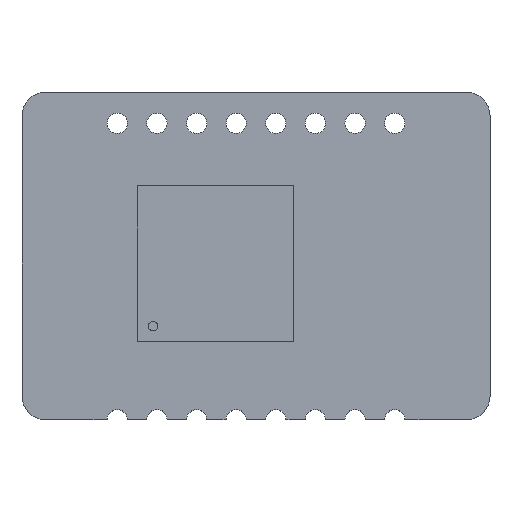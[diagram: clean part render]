
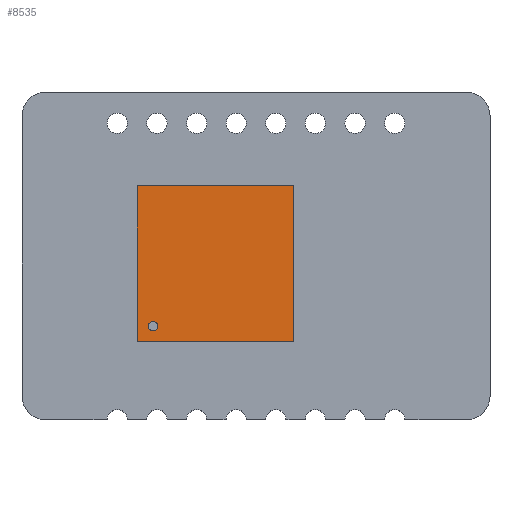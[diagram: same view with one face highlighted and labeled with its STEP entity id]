
A CAD part, top view. The second image highlights one B-rep face of the part: STEP entity #8535.
In plain terms, the highlighted face is planar.
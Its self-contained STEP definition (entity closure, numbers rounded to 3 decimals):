
#274 = PLANE('',#275);
#275 = AXIS2_PLACEMENT_3D('',#276,#277,#278);
#276 = CARTESIAN_POINT('',(-2.5,8.671,2.5));
#277 = DIRECTION('',(1.,0.,0.));
#278 = DIRECTION('',(0.,0.,-1.));
#1934 = PLANE('',#1935);
#1935 = AXIS2_PLACEMENT_3D('',#1936,#1937,#1938);
#1936 = CARTESIAN_POINT('',(2.5,8.671,2.5));
#1937 = DIRECTION('',(-1.,0.,0.));
#1938 = DIRECTION('',(0.,0.,1.));
#3643 = PLANE('',#3644);
#3644 = AXIS2_PLACEMENT_3D('',#3645,#3646,#3647);
#3645 = CARTESIAN_POINT('',(2.5,8.671,2.5));
#3646 = DIRECTION('',(0.,0.,-1.));
#3647 = DIRECTION('',(-1.,0.,0.));
#5352 = PLANE('',#5353);
#5353 = AXIS2_PLACEMENT_3D('',#5354,#5355,#5356);
#5354 = CARTESIAN_POINT('',(2.5,8.671,-2.5));
#5355 = DIRECTION('',(0.,0.,1.));
#5356 = DIRECTION('',(1.,0.,0.));
#8535 = ADVANCED_FACE('',(#8536,#8572),#8549,.T.);
#8536 = FACE_BOUND('',#8537,.T.);
#8537 = EDGE_LOOP('',(#8538));
#8538 = ORIENTED_EDGE('',*,*,#8539,.F.);
#8539 = EDGE_CURVE('',#8540,#8540,#8542,.T.);
#8540 = VERTEX_POINT('',#8541);
#8541 = CARTESIAN_POINT('',(-2.,0.8,-1.85));
#8542 = SURFACE_CURVE('',#8543,(#8548,#8560),.PCURVE_S1.);
#8543 = CIRCLE('',#8544,0.15);
#8544 = AXIS2_PLACEMENT_3D('',#8545,#8546,#8547);
#8545 = CARTESIAN_POINT('',(-2.,0.8,-2.));
#8546 = DIRECTION('',(0.,1.,0.));
#8547 = DIRECTION('',(0.,-0.,1.));
#8548 = PCURVE('',#8549,#8554);
#8549 = PLANE('',#8550);
#8550 = AXIS2_PLACEMENT_3D('',#8551,#8552,#8553);
#8551 = CARTESIAN_POINT('',(0.,0.8,0.));
#8552 = DIRECTION('',(0.,1.,0.));
#8553 = DIRECTION('',(0.,-0.,1.));
#8554 = DEFINITIONAL_REPRESENTATION('',(#8555),#8559);
#8555 = CIRCLE('',#8556,0.15);
#8556 = AXIS2_PLACEMENT_2D('',#8557,#8558);
#8557 = CARTESIAN_POINT('',(-2.,-2.));
#8558 = DIRECTION('',(1.,0.));
#8559 = ( GEOMETRIC_REPRESENTATION_CONTEXT(2) 
PARAMETRIC_REPRESENTATION_CONTEXT() REPRESENTATION_CONTEXT('2D SPACE',''
  ) );
#8560 = PCURVE('',#8561,#8566);
#8561 = CYLINDRICAL_SURFACE('',#8562,0.15);
#8562 = AXIS2_PLACEMENT_3D('',#8563,#8564,#8565);
#8563 = CARTESIAN_POINT('',(-2.,0.78,-2.));
#8564 = DIRECTION('',(0.,1.,0.));
#8565 = DIRECTION('',(0.,-0.,1.));
#8566 = DEFINITIONAL_REPRESENTATION('',(#8567),#8571);
#8567 = LINE('',#8568,#8569);
#8568 = CARTESIAN_POINT('',(0.,0.02));
#8569 = VECTOR('',#8570,1.);
#8570 = DIRECTION('',(1.,0.));
#8571 = ( GEOMETRIC_REPRESENTATION_CONTEXT(2) 
PARAMETRIC_REPRESENTATION_CONTEXT() REPRESENTATION_CONTEXT('2D SPACE',''
  ) );
#8572 = FACE_BOUND('',#8573,.T.);
#8573 = EDGE_LOOP('',(#8574,#8599,#8622,#8645));
#8574 = ORIENTED_EDGE('',*,*,#8575,.T.);
#8575 = EDGE_CURVE('',#8576,#8578,#8580,.T.);
#8576 = VERTEX_POINT('',#8577);
#8577 = CARTESIAN_POINT('',(2.5,0.8,-2.5));
#8578 = VERTEX_POINT('',#8579);
#8579 = CARTESIAN_POINT('',(-2.5,0.8,-2.5));
#8580 = SURFACE_CURVE('',#8581,(#8585,#8592),.PCURVE_S1.);
#8581 = LINE('',#8582,#8583);
#8582 = CARTESIAN_POINT('',(2.5,0.8,-2.5));
#8583 = VECTOR('',#8584,1.);
#8584 = DIRECTION('',(-1.,0.,0.));
#8585 = PCURVE('',#8549,#8586);
#8586 = DEFINITIONAL_REPRESENTATION('',(#8587),#8591);
#8587 = LINE('',#8588,#8589);
#8588 = CARTESIAN_POINT('',(-2.5,2.5));
#8589 = VECTOR('',#8590,1.);
#8590 = DIRECTION('',(0.,-1.));
#8591 = ( GEOMETRIC_REPRESENTATION_CONTEXT(2) 
PARAMETRIC_REPRESENTATION_CONTEXT() REPRESENTATION_CONTEXT('2D SPACE',''
  ) );
#8592 = PCURVE('',#5352,#8593);
#8593 = DEFINITIONAL_REPRESENTATION('',(#8594),#8598);
#8594 = LINE('',#8595,#8596);
#8595 = CARTESIAN_POINT('',(0.,-7.871));
#8596 = VECTOR('',#8597,1.);
#8597 = DIRECTION('',(-1.,0.));
#8598 = ( GEOMETRIC_REPRESENTATION_CONTEXT(2) 
PARAMETRIC_REPRESENTATION_CONTEXT() REPRESENTATION_CONTEXT('2D SPACE',''
  ) );
#8599 = ORIENTED_EDGE('',*,*,#8600,.T.);
#8600 = EDGE_CURVE('',#8578,#8601,#8603,.T.);
#8601 = VERTEX_POINT('',#8602);
#8602 = CARTESIAN_POINT('',(-2.5,0.8,2.5));
#8603 = SURFACE_CURVE('',#8604,(#8608,#8615),.PCURVE_S1.);
#8604 = LINE('',#8605,#8606);
#8605 = CARTESIAN_POINT('',(-2.5,0.8,2.5));
#8606 = VECTOR('',#8607,1.);
#8607 = DIRECTION('',(0.,0.,1.));
#8608 = PCURVE('',#8549,#8609);
#8609 = DEFINITIONAL_REPRESENTATION('',(#8610),#8614);
#8610 = LINE('',#8611,#8612);
#8611 = CARTESIAN_POINT('',(2.5,-2.5));
#8612 = VECTOR('',#8613,1.);
#8613 = DIRECTION('',(1.,0.));
#8614 = ( GEOMETRIC_REPRESENTATION_CONTEXT(2) 
PARAMETRIC_REPRESENTATION_CONTEXT() REPRESENTATION_CONTEXT('2D SPACE',''
  ) );
#8615 = PCURVE('',#274,#8616);
#8616 = DEFINITIONAL_REPRESENTATION('',(#8617),#8621);
#8617 = LINE('',#8618,#8619);
#8618 = CARTESIAN_POINT('',(0.,-7.871));
#8619 = VECTOR('',#8620,1.);
#8620 = DIRECTION('',(-1.,0.));
#8621 = ( GEOMETRIC_REPRESENTATION_CONTEXT(2) 
PARAMETRIC_REPRESENTATION_CONTEXT() REPRESENTATION_CONTEXT('2D SPACE',''
  ) );
#8622 = ORIENTED_EDGE('',*,*,#8623,.T.);
#8623 = EDGE_CURVE('',#8601,#8624,#8626,.T.);
#8624 = VERTEX_POINT('',#8625);
#8625 = CARTESIAN_POINT('',(2.5,0.8,2.5));
#8626 = SURFACE_CURVE('',#8627,(#8631,#8638),.PCURVE_S1.);
#8627 = LINE('',#8628,#8629);
#8628 = CARTESIAN_POINT('',(2.5,0.8,2.5));
#8629 = VECTOR('',#8630,1.);
#8630 = DIRECTION('',(1.,0.,0.));
#8631 = PCURVE('',#8549,#8632);
#8632 = DEFINITIONAL_REPRESENTATION('',(#8633),#8637);
#8633 = LINE('',#8634,#8635);
#8634 = CARTESIAN_POINT('',(2.5,2.5));
#8635 = VECTOR('',#8636,1.);
#8636 = DIRECTION('',(0.,1.));
#8637 = ( GEOMETRIC_REPRESENTATION_CONTEXT(2) 
PARAMETRIC_REPRESENTATION_CONTEXT() REPRESENTATION_CONTEXT('2D SPACE',''
  ) );
#8638 = PCURVE('',#3643,#8639);
#8639 = DEFINITIONAL_REPRESENTATION('',(#8640),#8644);
#8640 = LINE('',#8641,#8642);
#8641 = CARTESIAN_POINT('',(0.,-7.871));
#8642 = VECTOR('',#8643,1.);
#8643 = DIRECTION('',(-1.,0.));
#8644 = ( GEOMETRIC_REPRESENTATION_CONTEXT(2) 
PARAMETRIC_REPRESENTATION_CONTEXT() REPRESENTATION_CONTEXT('2D SPACE',''
  ) );
#8645 = ORIENTED_EDGE('',*,*,#8646,.T.);
#8646 = EDGE_CURVE('',#8624,#8576,#8647,.T.);
#8647 = SURFACE_CURVE('',#8648,(#8652,#8659),.PCURVE_S1.);
#8648 = LINE('',#8649,#8650);
#8649 = CARTESIAN_POINT('',(2.5,0.8,2.5));
#8650 = VECTOR('',#8651,1.);
#8651 = DIRECTION('',(0.,0.,-1.));
#8652 = PCURVE('',#8549,#8653);
#8653 = DEFINITIONAL_REPRESENTATION('',(#8654),#8658);
#8654 = LINE('',#8655,#8656);
#8655 = CARTESIAN_POINT('',(2.5,2.5));
#8656 = VECTOR('',#8657,1.);
#8657 = DIRECTION('',(-1.,0.));
#8658 = ( GEOMETRIC_REPRESENTATION_CONTEXT(2) 
PARAMETRIC_REPRESENTATION_CONTEXT() REPRESENTATION_CONTEXT('2D SPACE',''
  ) );
#8659 = PCURVE('',#1934,#8660);
#8660 = DEFINITIONAL_REPRESENTATION('',(#8661),#8665);
#8661 = LINE('',#8662,#8663);
#8662 = CARTESIAN_POINT('',(0.,-7.871));
#8663 = VECTOR('',#8664,1.);
#8664 = DIRECTION('',(-1.,0.));
#8665 = ( GEOMETRIC_REPRESENTATION_CONTEXT(2) 
PARAMETRIC_REPRESENTATION_CONTEXT() REPRESENTATION_CONTEXT('2D SPACE',''
  ) );
